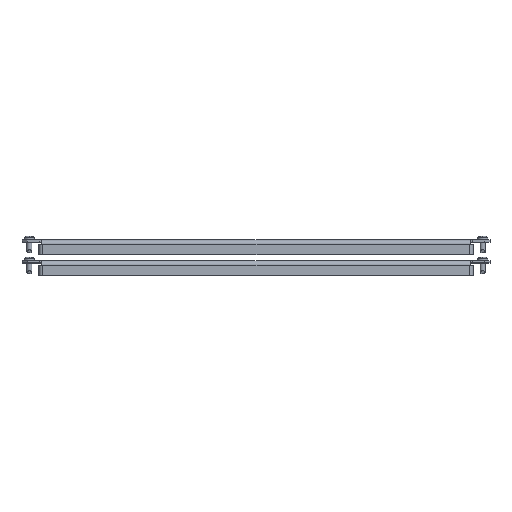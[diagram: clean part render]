
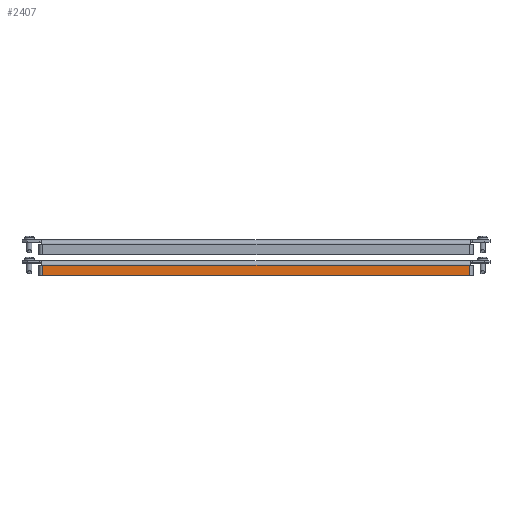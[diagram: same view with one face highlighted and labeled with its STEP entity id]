
A CAD part, top view. The second image highlights one B-rep face of the part: STEP entity #2407.
In plain terms, the highlighted face is planar.
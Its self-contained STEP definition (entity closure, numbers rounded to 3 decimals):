
#494 = VECTOR ( 'NONE', #4716, 1000. ) ;
#498 = CARTESIAN_POINT ( 'NONE',  ( -5., -3., -204. ) ) ;
#688 = DIRECTION ( 'NONE',  ( 1., 0., 0. ) ) ;
#756 = VECTOR ( 'NONE', #2929, 1000. ) ;
#888 = CARTESIAN_POINT ( 'NONE',  ( -5., -3., 204. ) ) ;
#1103 = VECTOR ( 'NONE', #1403, 1000. ) ;
#1280 = CARTESIAN_POINT ( 'NONE',  ( 5., -3., -204. ) ) ;
#1403 = DIRECTION ( 'NONE',  ( 1., 0., 0. ) ) ;
#1675 = ORIENTED_EDGE ( 'NONE', *, *, #4581, .F. ) ;
#1838 = CARTESIAN_POINT ( 'NONE',  ( 5., -3., -204. ) ) ;
#1878 = EDGE_CURVE ( 'NONE', #5352, #4420, #4512, .T. ) ;
#1926 = DIRECTION ( 'NONE',  ( 1., 0., 0. ) ) ;
#1969 = ORIENTED_EDGE ( 'NONE', *, *, #5853, .F. ) ;
#2028 = PLANE ( 'NONE',  #5248 ) ;
#2067 = LINE ( 'NONE', #4121, #494 ) ;
#2338 = EDGE_CURVE ( 'NONE', #4420, #2677, #3382, .T. ) ;
#2407 = ADVANCED_FACE ( 'NONE', ( #3107 ), #2028, .T. ) ;
#2677 = VERTEX_POINT ( 'NONE', #4607 ) ;
#2816 = CARTESIAN_POINT ( 'NONE',  ( -5., -3., 204. ) ) ;
#2880 = CARTESIAN_POINT ( 'NONE',  ( -5., -3., -204. ) ) ;
#2929 = DIRECTION ( 'NONE',  ( 0., 0., 1. ) ) ;
#3107 = FACE_OUTER_BOUND ( 'NONE', #5626, .T. ) ;
#3382 = LINE ( 'NONE', #1838, #756 ) ;
#3597 = ORIENTED_EDGE ( 'NONE', *, *, #1878, .T. ) ;
#3833 = LINE ( 'NONE', #888, #1103 ) ;
#3908 = VERTEX_POINT ( 'NONE', #2816 ) ;
#3978 = ORIENTED_EDGE ( 'NONE', *, *, #2338, .T. ) ;
#4121 = CARTESIAN_POINT ( 'NONE',  ( -5., -3., -204. ) ) ;
#4420 = VERTEX_POINT ( 'NONE', #1280 ) ;
#4512 = LINE ( 'NONE', #4888, #5439 ) ;
#4513 = DIRECTION ( 'NONE',  ( 0., -1., 0. ) ) ;
#4581 = EDGE_CURVE ( 'NONE', #3908, #2677, #3833, .T. ) ;
#4607 = CARTESIAN_POINT ( 'NONE',  ( 5., -3., 204. ) ) ;
#4716 = DIRECTION ( 'NONE',  ( 0., 0., 1. ) ) ;
#4888 = CARTESIAN_POINT ( 'NONE',  ( -5., -3., -204. ) ) ;
#5248 = AXIS2_PLACEMENT_3D ( 'NONE', #2880, #4513, #688 ) ;
#5352 = VERTEX_POINT ( 'NONE', #498 ) ;
#5439 = VECTOR ( 'NONE', #1926, 1000. ) ;
#5626 = EDGE_LOOP ( 'NONE', ( #1675, #1969, #3597, #3978 ) ) ;
#5853 = EDGE_CURVE ( 'NONE', #5352, #3908, #2067, .T. ) ;
